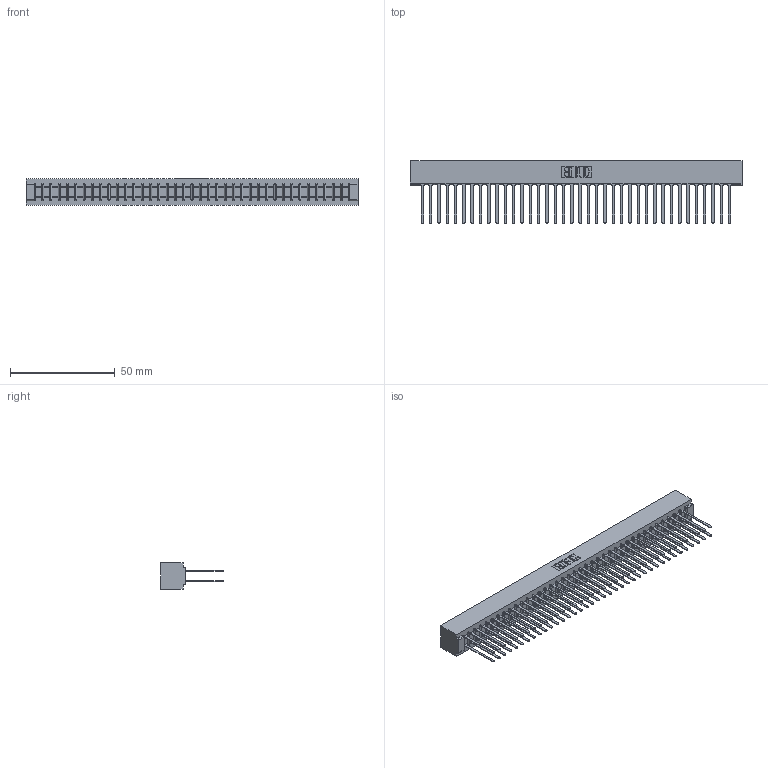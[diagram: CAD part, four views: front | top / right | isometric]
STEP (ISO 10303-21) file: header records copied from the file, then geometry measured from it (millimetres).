
FILE_DESCRIPTION (( 'STEP AP203' ), '1' );
FILE_NAME ('307-076-540-201.STEP', '2019-09-06T21:58:19', ( '' ), ( '' ), 'SwSTEP 2.0', 'SolidWorks 2016', '' );
FILE_SCHEMA (( 'CONFIG_CONTROL_DESIGN' ));
Length unit declared in the file: inch
Products named in the file (3): 307-076-540-201; 307-290-001_540; 307 Part_No Mounting Lugs
Assembly tree (77 placements, depth 2):
  307-076-540-201
    307 Part_No Mounting Lugs
    307-290-001_540  x76
Bounding box: 158.45 x 30 x 12.7 mm (x, y, z)
Volume: 17792.3 mm3; surface area: 24539.1 mm2
Topology: 77 solids, 77 shells, 3645 faces, 10179 edges, 6578 vertices
Faces by surface type: plane 2422, cylinder 1145, sphere 78
Entity records: 33976 total; most frequent: CARTESIAN_POINT 5554, ORIENTED_EDGE 5502, DIRECTION 5441, EDGE_CURVE 2751, VECTOR 2111, LINE 2111, VERTEX_POINT 1778, AXIS2_PLACEMENT_3D 1665
